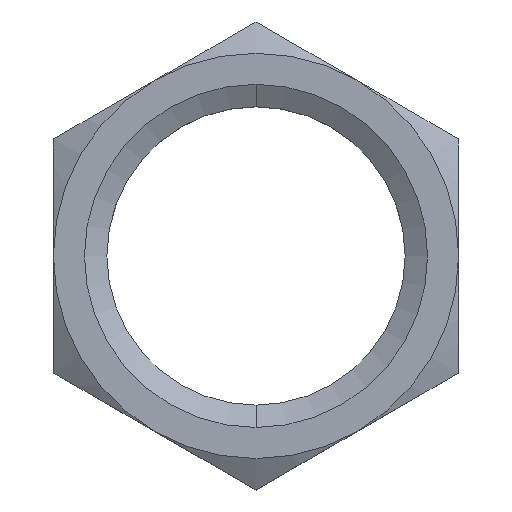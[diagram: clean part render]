
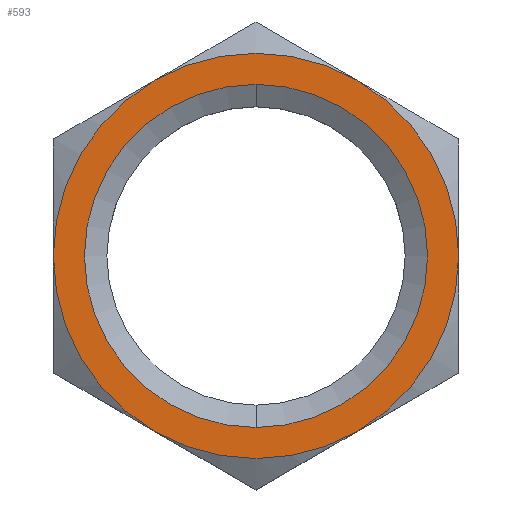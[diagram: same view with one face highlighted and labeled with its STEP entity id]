
A CAD part, top view. The second image highlights one B-rep face of the part: STEP entity #593.
In plain terms, the highlighted planar face has unit normal (0, 0, 1).
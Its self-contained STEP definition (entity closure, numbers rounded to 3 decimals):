
#134=CARTESIAN_POINT('',(0.,0.,0.));
#135=DIRECTION('',(0.,0.,1.));
#136=DIRECTION('',(0.,1.,0.));
#137=AXIS2_PLACEMENT_3D('',#134,#135,#136);
#139=CARTESIAN_POINT('',(0.,0.,0.));
#140=DIRECTION('',(0.,0.,1.));
#141=DIRECTION('',(0.,-1.,0.));
#142=AXIS2_PLACEMENT_3D('',#139,#140,#141);
#144=CARTESIAN_POINT('',(0.,0.,0.));
#145=DIRECTION('',(0.,0.,1.));
#146=DIRECTION('',(1.,0.,0.));
#147=AXIS2_PLACEMENT_3D('',#144,#145,#146);
#149=CARTESIAN_POINT('',(0.,0.,0.));
#150=DIRECTION('',(0.,0.,1.));
#151=DIRECTION('',(0.5,-0.866,0.));
#152=AXIS2_PLACEMENT_3D('',#149,#150,#151);
#154=CARTESIAN_POINT('',(0.,0.,0.));
#155=DIRECTION('',(0.,0.,1.));
#156=DIRECTION('',(-1.,0.,0.));
#157=AXIS2_PLACEMENT_3D('',#154,#155,#156);
#159=CARTESIAN_POINT('',(0.,0.,0.));
#160=DIRECTION('',(0.,0.,1.));
#161=DIRECTION('',(-0.5,0.866,0.));
#162=AXIS2_PLACEMENT_3D('',#159,#160,#161);
#500=CARTESIAN_POINT('',(0.,0.,0.));
#501=DIRECTION('',(0.,0.,1.));
#502=DIRECTION('',(0.5,0.866,0.));
#503=AXIS2_PLACEMENT_3D('',#500,#501,#502);
#505=CARTESIAN_POINT('',(0.,0.,0.));
#506=DIRECTION('',(0.,0.,1.));
#507=DIRECTION('',(-0.5,-0.866,0.));
#508=AXIS2_PLACEMENT_3D('',#505,#506,#507);
#522=CARTESIAN_POINT('',(0.,3.302,0.));
#523=CARTESIAN_POINT('',(0.,-3.302,0.));
#524=VERTEX_POINT('',#522);
#525=VERTEX_POINT('',#523);
#556=CARTESIAN_POINT('',(-1.949,3.377,0.));
#557=CARTESIAN_POINT('',(-3.899,0.,0.));
#558=VERTEX_POINT('',#556);
#559=VERTEX_POINT('',#557);
#560=CARTESIAN_POINT('',(-1.949,-3.377,0.));
#561=VERTEX_POINT('',#560);
#562=CARTESIAN_POINT('',(1.949,-3.377,0.));
#563=CARTESIAN_POINT('',(3.899,0.,0.));
#564=VERTEX_POINT('',#562);
#565=VERTEX_POINT('',#563);
#566=CARTESIAN_POINT('',(1.949,3.377,0.));
#567=VERTEX_POINT('',#566);
#568=CARTESIAN_POINT('',(0.,0.,0.));
#569=DIRECTION('',(0.,0.,1.));
#570=DIRECTION('',(1.,0.,0.));
#571=AXIS2_PLACEMENT_3D('',#568,#569,#570);
#572=PLANE('',#571);
#574=ORIENTED_EDGE('',*,*,#573,.F.);
#576=ORIENTED_EDGE('',*,*,#575,.F.);
#578=ORIENTED_EDGE('',*,*,#577,.F.);
#580=ORIENTED_EDGE('',*,*,#579,.F.);
#582=ORIENTED_EDGE('',*,*,#581,.F.);
#584=ORIENTED_EDGE('',*,*,#583,.F.);
#585=EDGE_LOOP('',(#574,#576,#578,#580,#582,#584));
#586=FACE_OUTER_BOUND('',#585,.F.);
#588=ORIENTED_EDGE('',*,*,#587,.T.);
#590=ORIENTED_EDGE('',*,*,#589,.T.);
#591=EDGE_LOOP('',(#588,#590));
#592=FACE_BOUND('',#591,.F.);
#138=CIRCLE('',#137,3.302);
#143=CIRCLE('',#142,3.302);
#148=CIRCLE('',#147,3.899);
#153=CIRCLE('',#152,3.899);
#158=CIRCLE('',#157,3.899);
#163=CIRCLE('',#162,3.899);
#504=CIRCLE('',#503,3.899);
#509=CIRCLE('',#508,3.899);
#573=EDGE_CURVE('',#567,#558,#504,.T.);
#575=EDGE_CURVE('',#565,#567,#148,.T.);
#577=EDGE_CURVE('',#564,#565,#153,.T.);
#579=EDGE_CURVE('',#561,#564,#509,.T.);
#581=EDGE_CURVE('',#559,#561,#158,.T.);
#583=EDGE_CURVE('',#558,#559,#163,.T.);
#587=EDGE_CURVE('',#524,#525,#138,.T.);
#589=EDGE_CURVE('',#525,#524,#143,.T.);
#593=ADVANCED_FACE('',(#586,#592),#572,.T.);
